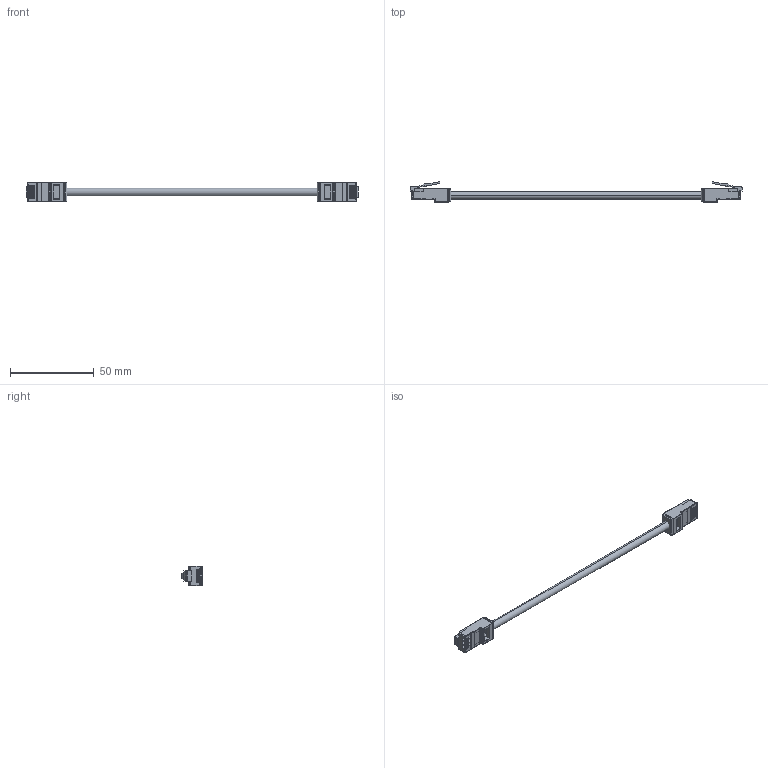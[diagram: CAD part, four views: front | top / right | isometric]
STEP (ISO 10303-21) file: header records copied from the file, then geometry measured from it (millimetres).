
FILE_DESCRIPTION (( 'STEP AP214' ), '1' );
FILE_NAME ('TRD628LS-BLU.STEP', '2018-12-21T17:25:14', ( '' ), ( '' ), 'SwSTEP 2.0', 'SolidWorks 2017', '' );
FILE_SCHEMA (( 'AUTOMOTIVE_DESIGN' ));
Length unit declared in the file: millimetre
Products named in the file (7): TRD628LS-BLU; MTN-943; 1AD03-015_with crimped pins; 1AD03-015-MA2; 1AL04-099; 1AD01-008-MA1; 1AD03-015-MA1_no aligning hole
Assembly tree (15 placements, depth 3):
  TRD628LS-BLU
    1AL04-099
    1AD03-015_with crimped pins  x2
      1AD03-015-MA1_no aligning hole
      1AD01-008-MA1
      1AD03-015-MA2
    MTN-943  x2
Bounding box: 197.97 x 12.19 x 11.68 mm (x, y, z)
Volume: 5718.7 mm3; surface area: 9343.1 mm2
Topology: 23 solids, 23 shells, 898 faces, 2592 edges, 1684 vertices
Faces by surface type: plane 672, cylinder 190, sphere 16, cone 8, bspline 8, torus 4
Entity records: 11677 total; most frequent: CARTESIAN_POINT 2827, ORIENTED_EDGE 1566, DIRECTION 1457, EDGE_CURVE 783, VECTOR 649, LINE 649, VERTEX_POINT 508, AXIS2_PLACEMENT_3D 404
